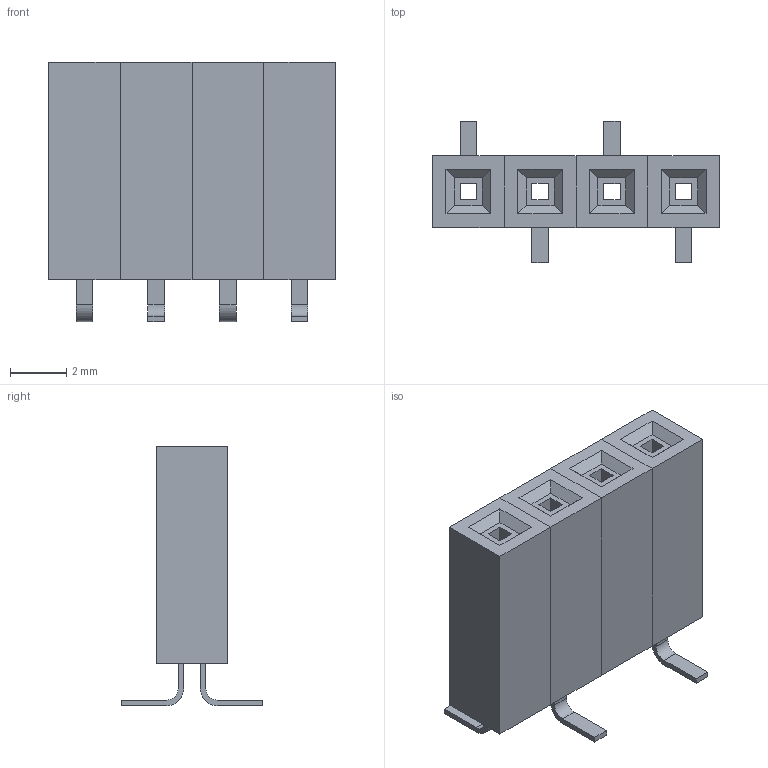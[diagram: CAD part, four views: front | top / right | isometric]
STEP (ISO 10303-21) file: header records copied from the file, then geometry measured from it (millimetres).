
FILE_DESCRIPTION(('STEP AP214'),'1');
FILE_NAME('61000418221_WRE','2024-09-15T02:38:25',(''),(''),'','','');
FILE_SCHEMA(('AUTOMOTIVE_DESIGN'));
Length unit declared in the file: millimetre
Products named in the file (1): product
Bounding box: 10.16 x 5 x 9.19 mm (x, y, z)
Volume: 185.3 mm3; surface area: 549 mm2
Topology: 5 solids, 5 shells, 118 faces, 300 edges, 188 vertices
Faces by surface type: plane 110, cylinder 8
Entity records: 3470 total; most frequent: ORIENTED_EDGE 600, DIRECTION 554, CARTESIAN_POINT 315, EDGE_CURVE 300, LINE 284, VECTOR 284, VERTEX_POINT 188, AXIS2_PLACEMENT_3D 135
